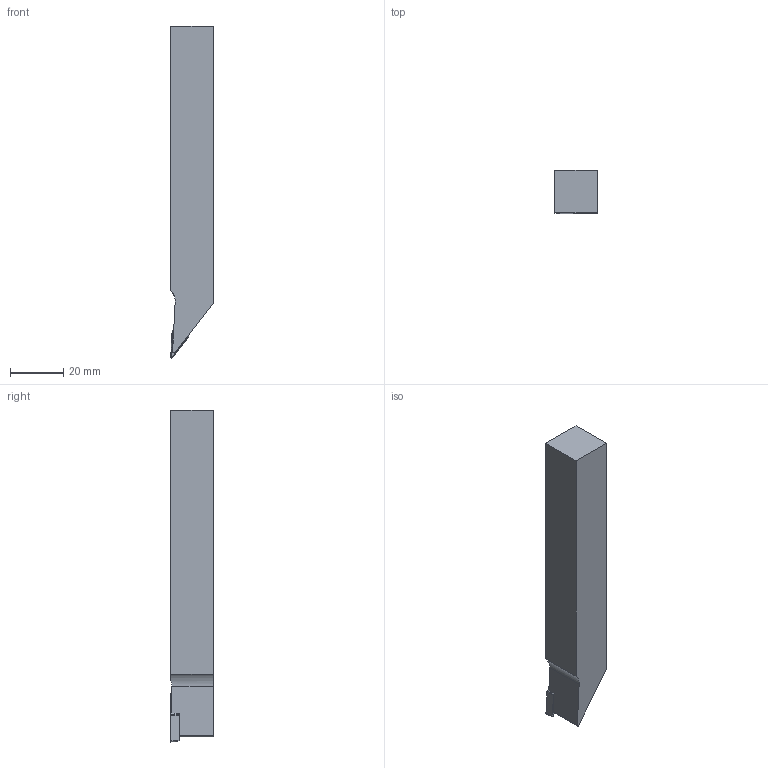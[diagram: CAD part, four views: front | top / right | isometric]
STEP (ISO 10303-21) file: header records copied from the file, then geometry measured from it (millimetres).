
FILE_DESCRIPTION(/* description */ (''),/* implementation_level */ '2;1');
FILE_NAME(/* name */ 'SVJBR1616K11_S_203369026ndi000_00_SIM.stp',/* time_stamp */ '2021-04-09T12:29:57+02:00',/* author */ (''),/* organization */ (''),/* preprocessor_version */ 'ST-DEVELOPER v16.7',/* originating_system */ 'SIEMENS PLM Software NX 12.0',/* authorisation */ '');
FILE_SCHEMA (('AUTOMOTIVE_DESIGN { 1 0 10303 214 3 1 1 1 }'));
Length unit declared in the file: millimetre
Products named in the file (1): mp541BBC90E8a8oh
Bounding box: 16 x 16 x 125 mm (x, y, z)
Volume: 28850.2 mm3; surface area: 8172.2 mm2
Topology: 2 solids, 2 shells, 34 faces, 104 edges, 83 vertices
Faces by surface type: plane 18, cylinder 5, bspline 5, cone 4, torus 2
Full cylindrical faces by diameter (mm): 2.9 x2
Entity records: 1211 total; most frequent: CARTESIAN_POINT 327, ORIENTED_EDGE 174, DIRECTION 142, EDGE_CURVE 87, VERTEX_POINT 63, AXIS2_PLACEMENT_3D 48, LINE 46, VECTOR 46
